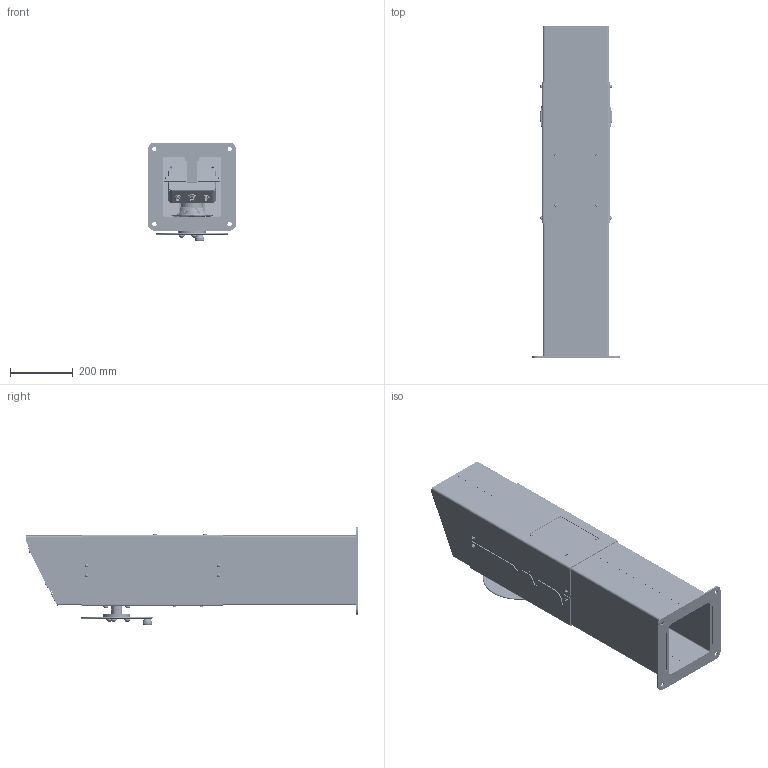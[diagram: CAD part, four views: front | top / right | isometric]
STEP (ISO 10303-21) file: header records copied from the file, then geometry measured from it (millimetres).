
FILE_DESCRIPTION (( 'STEP AP203' ), '1' );
FILE_NAME ('90140_R5_ACOUSTIC_INFORMATION_COLUMN.STEP', '2021-10-07T14:24:02', ( '' ), ( '' ), 'SwSTEP 2.0', 'SolidWorks 2020', '' );
FILE_SCHEMA (( 'CONFIG_CONTROL_DESIGN' ));
Length unit declared in the file: millimetre
Products named in the file (52): 30069_R1_chassisplug_generator; 30080_Box_Medium_AN; 10056_R1_dustcover_USB; y_Washer ISO 7091 - 51; 40014_R2_piezo_100cm_cable_plug; 11084_R1_info_panel_alu_3mm; Hex Cylinder Head Cap Screw_isox_ISO 4762 M10 x 16 - 16N1; 70072_R1_TurningWheel_Assembled_230mm; 30103_UUB_BUS; 10080_R2_wheelknob_SST; Hex Cylinder Head Cap Screw_isox-DESKTOP-49KEIT0_ISO 4762 M4 x 12 - 12N1; 20205_R4_Frame_ANSAULE; 10074_turningwheel_xtrasmall_230mm_6mmsteel; 30032_speaker_large_4ohm; 11085_R2_infoshell-front_3mmsteel; socket button head screw_1_isofer-DESKTOP-49KEIT0_ISO 7380 - M5 x 16 - 16N1; 40006_Speaker large 80cm cable plug 4OHM; 30145_R1_usbwithlogo; 10216_servicehatch_2mmsteel; y_Washer ISO 7091 - 81; 11082_R1_interface_steel_3mm; y_Washer ISO 7091 - 61; 11086_R1_infoshell-behind_3mmsteel; 30066_R1_chassisplug_USB; 10098_R1_turningwheel_cover_2mmAlu_sublimated; 11083_R1_footplate_5mmsteel; 30067_chassisplug_switch; 30065_R2_chassisplug_volume; torque nut 08_1_iso_ISO 10511-M5-N1; 10040_R2_AN_COMPUTER; 11080_R2_outside_shellright_steel_3mm_; 10256_R2_piezo_pushbutton; 90140_R5_ACOUSTIC_INFORMATION_COLUMN; 20095_R2_AXLE_GENERATOR_EXTENSION_35mmSST; socket button head screw_1_isofer-DESKTOP-49KEIT0_ISO 7380 - M5 x 30 - 30N1; 30068_R1_chassisplug_speaker_2p; 11424_bus_wheelknob_sst; plain washer normal grade c_1_iso_Washer ISO 7091 - 101; 11081_R2_outside_shellleft_steel_3mm_; 40020_R2_generator_XXL_60cmcable_plug ...
Assembly tree (96 placements, depth 4):
  90140_R5_ACOUSTIC_INFORMATION_COLUMN
    70072_R1_TurningWheel_Assembled_230mm
      70080_R1_Wheelknob_Assembled
        10080_R2_wheelknob_SST
        11424_bus_wheelknob_sst
        Hex Cylinder Head Cap Screw_isox_ISO 4762 M10 x 16 - 16N1
      10074_turningwheel_xtrasmall_230mm_6mmsteel
      10098_R1_turningwheel_cover_2mmAlu_sublimated
      plain washer normal grade c_1_iso_Washer ISO 7091 - 101  x3
      socket button head screw_2_iso_ISO 7380 - M10 x 16 - 16N1  x3
    40014_R2_piezo_100cm_cable_plug
      10256_R2_piezo_pushbutton
      30105_cable_2pole_100cm
      30180_5-pole_plug
    40020_R2_generator_XXL_60cmcable_plug
    40006_Speaker large 80cm cable plug 4OHM
      30032_speaker_large_4ohm
    30145_R1_usbwithlogo
    20205_R4_Frame_ANSAULE
      11080_R2_outside_shellright_steel_3mm_
      11081_R2_outside_shellleft_steel_3mm_
      11082_R1_interface_steel_3mm
      11083_R1_footplate_5mmsteel
      10219_cam_4mmsteel
    20095_R2_AXLE_GENERATOR_EXTENSION_35mmSST
    11458_EPDM_sealingring_generator_1mm
    11410_module_support_DJ_KW_2mmRVS
    11086_R1_infoshell-behind_3mmsteel
    11085_R2_infoshell-front_3mmsteel
    11084_R1_info_panel_alu_3mm
    10216_servicehatch_2mmsteel
    10056_R1_dustcover_USB
    10040_R2_AN_COMPUTER
      30103_UUB_BUS
      30080_Box_Medium_AN
      30069_R1_chassisplug_generator
      30068_R1_chassisplug_speaker_2p
      30067_chassisplug_switch
      30066_R1_chassisplug_USB
      30065_R2_chassisplug_volume
    socket button head screw_2_iso_ISO 7380 - M6 x 16 - 16N1  x4
    socket button head screw_1_isofer-DESKTOP-49KEIT0_ISO 7380 - M5 x 30 - 30N1  x4
    socket button head screw_1_isofer-DESKTOP-49KEIT0_ISO 7380 - M5 x 16 - 16N1  x4
    socket set screw flat point_1_din_DIN 913 - M8 x 10-S1  x2
    socket button head screw_1_isofer-DESKTOP-49KEIT0_ISO 7380 - M6 x 16 - 16N1  x9
    Hex Cylinder Head Cap Screw_isox-DESKTOP-49KEIT0_ISO 4762 M4 x 12 - 12N1  x2
    socket button head screw_1_isofer_ISO 7380 - M8 x 20 - 20N1  x4
    torque nut 08_1_iso_ISO 10511-M5-N1  x4
    plain washer normal grade c_1_iso_Washer ISO 7091 - 63  x4
    y_Washer ISO 7091 - 81  x4
    y_Washer ISO 7091 - 51  x4
    y_Washer ISO 7091 - 61  x8
Bounding box: 280 x 1058 x 314 mm (x, y, z)
Volume: 5692055.6 mm3; surface area: 3055914.9 mm2
Topology: 123 solids, 123 shells, 4868 faces, 11308 edges, 7185 vertices
Faces by surface type: cylinder 2147, plane 1327, bspline 754, cone 344, torus 238, sphere 58
Entity records: 182069 total; most frequent: CARTESIAN_POINT 90831, ORIENTED_EDGE 18610, DIRECTION 15182, EDGE_CURVE 9305, VERTEX_POINT 6018, AXIS2_PLACEMENT_3D 5656, EDGE_LOOP 4749, FACE_OUTER_BOUND 3981
